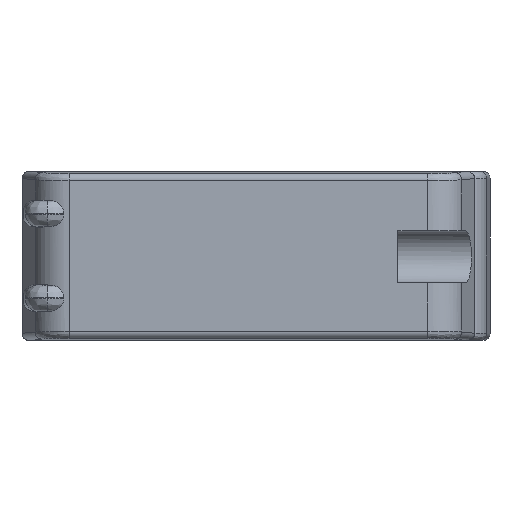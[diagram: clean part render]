
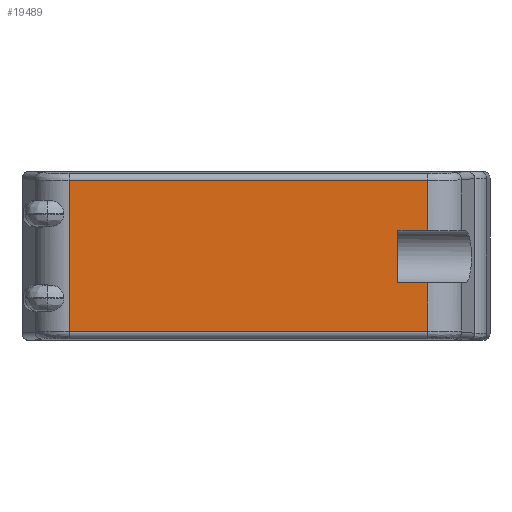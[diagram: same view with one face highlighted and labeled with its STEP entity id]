
A CAD part, front view. The second image highlights one B-rep face of the part: STEP entity #19489.
In plain terms, the highlighted face is planar.
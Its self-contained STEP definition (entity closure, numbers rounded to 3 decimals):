
#357 = LINE ( 'NONE', #18241, #15190 ) ;
#466 = LINE ( 'NONE', #4560, #11901 ) ;
#961 = CARTESIAN_POINT ( 'NONE',  ( -0.019, 5.33, 5.358 ) ) ;
#1250 = PLANE ( 'NONE',  #10928 ) ;
#1488 = VERTEX_POINT ( 'NONE', #8843 ) ;
#1675 = EDGE_CURVE ( 'NONE', #1488, #22938, #10492, .T. ) ;
#3053 = CARTESIAN_POINT ( 'NONE',  ( -0.019, 5.33, -5.37 ) ) ;
#3158 = DIRECTION ( 'NONE',  ( 1., 0., 0. ) ) ;
#3164 = EDGE_CURVE ( 'NONE', #27293, #18588, #357, .T. ) ;
#3344 = EDGE_LOOP ( 'NONE', ( #16919, #24707, #18838, #6154, #3665, #3457, #17193, #26624 ) ) ;
#3457 = ORIENTED_EDGE ( 'NONE', *, *, #13628, .T. ) ;
#3665 = ORIENTED_EDGE ( 'NONE', *, *, #18507, .T. ) ;
#3988 = VERTEX_POINT ( 'NONE', #13837 ) ;
#4560 = CARTESIAN_POINT ( 'NONE',  ( -0.019, 5.33, -1.81 ) ) ;
#5301 = DIRECTION ( 'NONE',  ( 0., 0., -1. ) ) ;
#5723 = DIRECTION ( 'NONE',  ( 0., 1., 0. ) ) ;
#6154 = ORIENTED_EDGE ( 'NONE', *, *, #20789, .T. ) ;
#6615 = FACE_OUTER_BOUND ( 'NONE', #3344, .T. ) ;
#6749 = CARTESIAN_POINT ( 'NONE',  ( -0.019, 5.33, 1.894 ) ) ;
#7761 = CARTESIAN_POINT ( 'NONE',  ( 10.602, 5.33, -1.81 ) ) ;
#7969 = CARTESIAN_POINT ( 'NONE',  ( -12.75, 5.33, 5.358 ) ) ;
#8478 = VECTOR ( 'NONE', #12094, 1000. ) ;
#8843 = CARTESIAN_POINT ( 'NONE',  ( -12.75, 5.33, -5.37 ) ) ;
#9578 = EDGE_CURVE ( 'NONE', #18588, #1488, #23370, .T. ) ;
#9789 = VECTOR ( 'NONE', #14051, 1000. ) ;
#10018 = CARTESIAN_POINT ( 'NONE',  ( -12.75, 5.33, -0.006 ) ) ;
#10492 = LINE ( 'NONE', #10018, #8478 ) ;
#10928 = AXIS2_PLACEMENT_3D ( 'NONE', #14324, #5723, #14236 ) ;
#11195 = CARTESIAN_POINT ( 'NONE',  ( 12.713, 5.33, -1.81 ) ) ;
#11637 = CARTESIAN_POINT ( 'NONE',  ( 12.713, 5.33, -5.37 ) ) ;
#11901 = VECTOR ( 'NONE', #3158, 1000. ) ;
#12094 = DIRECTION ( 'NONE',  ( 0., 0., 1. ) ) ;
#12985 = LINE ( 'NONE', #6749, #24755 ) ;
#12986 = DIRECTION ( 'NONE',  ( -1., 0., 0. ) ) ;
#13365 = LINE ( 'NONE', #17131, #19396 ) ;
#13628 = EDGE_CURVE ( 'NONE', #26106, #27293, #466, .T. ) ;
#13837 = CARTESIAN_POINT ( 'NONE',  ( 10.602, 5.33, 1.894 ) ) ;
#14051 = DIRECTION ( 'NONE',  ( 1., 0., 0. ) ) ;
#14236 = DIRECTION ( 'NONE',  ( 0., 0., 1. ) ) ;
#14324 = CARTESIAN_POINT ( 'NONE',  ( -0.019, 5.33, -0.006 ) ) ;
#14636 = CARTESIAN_POINT ( 'NONE',  ( 12.713, 5.33, 1.894 ) ) ;
#15190 = VECTOR ( 'NONE', #5301, 1000. ) ;
#15276 = DIRECTION ( 'NONE',  ( 0., 0., -1. ) ) ;
#15308 = VECTOR ( 'NONE', #24628, 1000. ) ;
#15420 = DIRECTION ( 'NONE',  ( 0., 0., -1. ) ) ;
#16919 = ORIENTED_EDGE ( 'NONE', *, *, #1675, .T. ) ;
#17131 = CARTESIAN_POINT ( 'NONE',  ( 12.713, 5.33, -0.006 ) ) ;
#17193 = ORIENTED_EDGE ( 'NONE', *, *, #3164, .T. ) ;
#17448 = VECTOR ( 'NONE', #15420, 1000. ) ;
#18241 = CARTESIAN_POINT ( 'NONE',  ( 12.713, 5.33, -0.006 ) ) ;
#18507 = EDGE_CURVE ( 'NONE', #3988, #26106, #26874, .T. ) ;
#18588 = VERTEX_POINT ( 'NONE', #11637 ) ;
#18838 = ORIENTED_EDGE ( 'NONE', *, *, #19694, .T. ) ;
#19396 = VECTOR ( 'NONE', #15276, 1000. ) ;
#19489 = ADVANCED_FACE ( 'NONE', ( #6615 ), #1250, .T. ) ;
#19694 = EDGE_CURVE ( 'NONE', #21116, #25243, #13365, .T. ) ;
#19828 = CARTESIAN_POINT ( 'NONE',  ( 10.602, 5.33, -0.006 ) ) ;
#20789 = EDGE_CURVE ( 'NONE', #25243, #3988, #12985, .T. ) ;
#20840 = CARTESIAN_POINT ( 'NONE',  ( 12.713, 5.33, 5.358 ) ) ;
#21116 = VERTEX_POINT ( 'NONE', #20840 ) ;
#22938 = VERTEX_POINT ( 'NONE', #7969 ) ;
#23370 = LINE ( 'NONE', #3053, #15308 ) ;
#24063 = EDGE_CURVE ( 'NONE', #22938, #21116, #24945, .T. ) ;
#24628 = DIRECTION ( 'NONE',  ( -1., 0., 0. ) ) ;
#24707 = ORIENTED_EDGE ( 'NONE', *, *, #24063, .T. ) ;
#24755 = VECTOR ( 'NONE', #12986, 1000. ) ;
#24945 = LINE ( 'NONE', #961, #9789 ) ;
#25243 = VERTEX_POINT ( 'NONE', #14636 ) ;
#26106 = VERTEX_POINT ( 'NONE', #7761 ) ;
#26624 = ORIENTED_EDGE ( 'NONE', *, *, #9578, .T. ) ;
#26874 = LINE ( 'NONE', #19828, #17448 ) ;
#27293 = VERTEX_POINT ( 'NONE', #11195 ) ;
